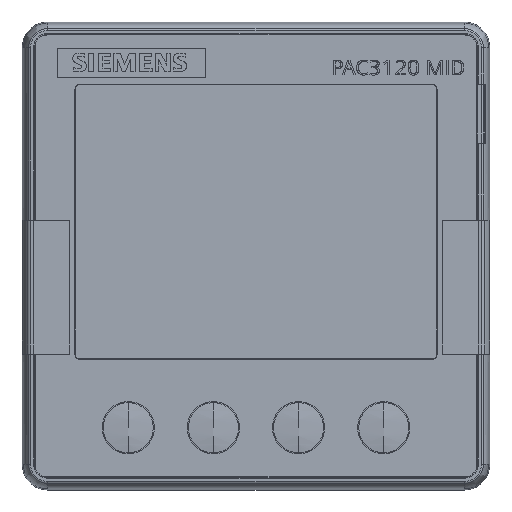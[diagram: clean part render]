
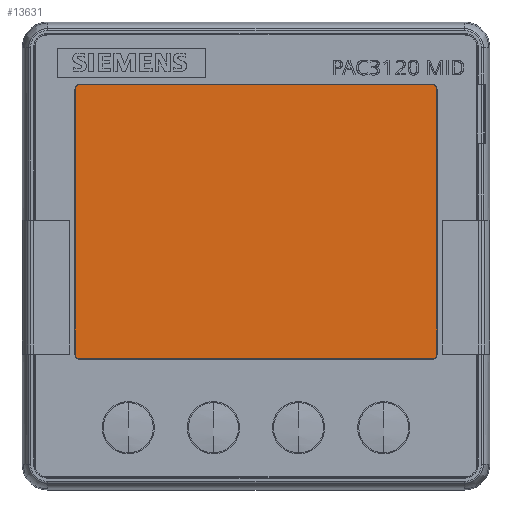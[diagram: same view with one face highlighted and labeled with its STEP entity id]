
A CAD part, top view. The second image highlights one B-rep face of the part: STEP entity #13631.
In plain terms, the highlighted planar face has unit normal (0, 0, 1).
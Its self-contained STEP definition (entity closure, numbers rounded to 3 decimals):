
#12133=FACE_OUTER_BOUND('',#22415,.T.);
#13631=ADVANCED_FACE('7146',(#12133),#14877,.T.);
#14877=PLANE('',#39931);
#17676=LINE('',#54417,#20222);
#17677=LINE('',#54424,#20223);
#17678=LINE('',#54431,#20224);
#17679=LINE('',#54438,#20225);
#20222=VECTOR('',#44956,1.);
#20223=VECTOR('',#44957,1.);
#20224=VECTOR('',#44958,1.);
#20225=VECTOR('',#44959,1.);
#22415=EDGE_LOOP('',(#27523,#27524,#27525,#27526,#27527,#27528,#27529,#27530));
#27523=ORIENTED_EDGE('',*,*,#36234,.F.);
#27524=ORIENTED_EDGE('',*,*,#36235,.F.);
#27525=ORIENTED_EDGE('',*,*,#36236,.F.);
#27526=ORIENTED_EDGE('',*,*,#36237,.F.);
#27527=ORIENTED_EDGE('',*,*,#36238,.F.);
#27528=ORIENTED_EDGE('',*,*,#36239,.F.);
#27529=ORIENTED_EDGE('',*,*,#36240,.F.);
#27530=ORIENTED_EDGE('',*,*,#36241,.F.);
#32864=VERTEX_POINT('',#54415);
#32865=VERTEX_POINT('',#54416);
#32866=VERTEX_POINT('',#54418);
#32867=VERTEX_POINT('',#54423);
#32868=VERTEX_POINT('',#54425);
#32869=VERTEX_POINT('',#54430);
#32870=VERTEX_POINT('',#54432);
#32871=VERTEX_POINT('',#54437);
#36234=EDGE_CURVE('5837',#32864,#32865,#38375,.T.);
#36235=EDGE_CURVE('5838',#32866,#32864,#17676,.T.);
#36236=EDGE_CURVE('5839',#32867,#32866,#38376,.T.);
#36237=EDGE_CURVE('5840',#32868,#32867,#17677,.T.);
#36238=EDGE_CURVE('5841',#32869,#32868,#38377,.T.);
#36239=EDGE_CURVE('5842',#32870,#32869,#17678,.T.);
#36240=EDGE_CURVE('5843',#32871,#32870,#38378,.T.);
#36241=EDGE_CURVE('5836',#32865,#32871,#17679,.T.);
#38375=B_SPLINE_CURVE_WITH_KNOTS('',3,(#54411,#54412,#54413,#54414),
 .UNSPECIFIED.,.F.,.F.,(4,4),(0.,1.),.UNSPECIFIED.);
#38376=B_SPLINE_CURVE_WITH_KNOTS('',3,(#54419,#54420,#54421,#54422),
 .UNSPECIFIED.,.F.,.F.,(4,4),(0.,1.),.UNSPECIFIED.);
#38377=B_SPLINE_CURVE_WITH_KNOTS('',3,(#54426,#54427,#54428,#54429),
 .UNSPECIFIED.,.F.,.F.,(4,4),(0.,1.),.UNSPECIFIED.);
#38378=B_SPLINE_CURVE_WITH_KNOTS('',3,(#54433,#54434,#54435,#54436),
 .UNSPECIFIED.,.F.,.F.,(4,4),(0.,1.),.UNSPECIFIED.);
#39931=AXIS2_PLACEMENT_3D('',#54439,#44960,#44961);
#44956=DIRECTION('',(0.,1.,0.));
#44957=DIRECTION('',(-1.,0.,0.));
#44958=DIRECTION('',(0.,-1.,0.));
#44959=DIRECTION('',(1.,0.,0.));
#44960=DIRECTION('',(0.,0.,1.));
#44961=DIRECTION('',(1.,0.,0.));
#54411=CARTESIAN_POINT('',(10.941,82.447,57.95));
#54412=CARTESIAN_POINT('',(10.941,82.865,57.957));
#54413=CARTESIAN_POINT('',(11.321,83.245,57.957));
#54414=CARTESIAN_POINT('',(11.739,83.246,57.95));
#54415=CARTESIAN_POINT('',(10.941,82.447,57.95));
#54416=CARTESIAN_POINT('',(11.739,83.246,57.95));
#54417=CARTESIAN_POINT('',(10.941,27.721,57.95));
#54418=CARTESIAN_POINT('',(10.941,27.721,57.95));
#54419=CARTESIAN_POINT('',(11.739,26.922,57.95));
#54420=CARTESIAN_POINT('',(11.321,26.923,57.957));
#54421=CARTESIAN_POINT('',(10.941,27.303,57.957));
#54422=CARTESIAN_POINT('',(10.941,27.721,57.95));
#54423=CARTESIAN_POINT('',(11.739,26.922,57.95));
#54424=CARTESIAN_POINT('',(84.385,26.922,57.95));
#54425=CARTESIAN_POINT('',(84.385,26.922,57.95));
#54426=CARTESIAN_POINT('',(85.184,27.721,57.95));
#54427=CARTESIAN_POINT('',(85.183,27.303,57.957));
#54428=CARTESIAN_POINT('',(84.803,26.923,57.957));
#54429=CARTESIAN_POINT('',(84.385,26.922,57.95));
#54430=CARTESIAN_POINT('',(85.184,27.721,57.95));
#54431=CARTESIAN_POINT('',(85.184,82.447,57.95));
#54432=CARTESIAN_POINT('',(85.184,82.447,57.95));
#54433=CARTESIAN_POINT('',(84.385,83.246,57.95));
#54434=CARTESIAN_POINT('',(84.803,83.245,57.957));
#54435=CARTESIAN_POINT('',(85.183,82.865,57.957));
#54436=CARTESIAN_POINT('',(85.184,82.447,57.95));
#54437=CARTESIAN_POINT('',(84.385,83.246,57.95));
#54438=CARTESIAN_POINT('',(11.739,83.246,57.95));
#54439=CARTESIAN_POINT('',(10.941,83.246,57.95));
